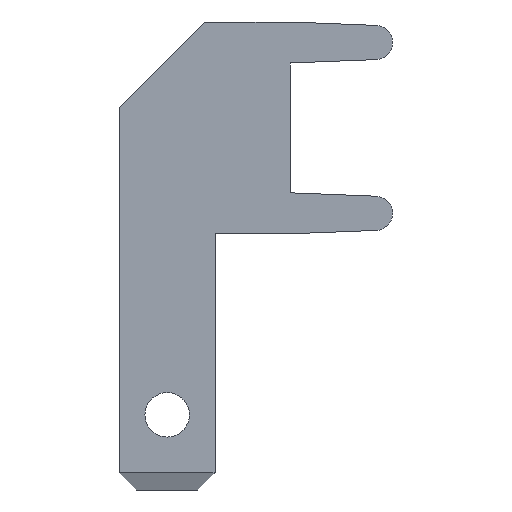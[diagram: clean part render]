
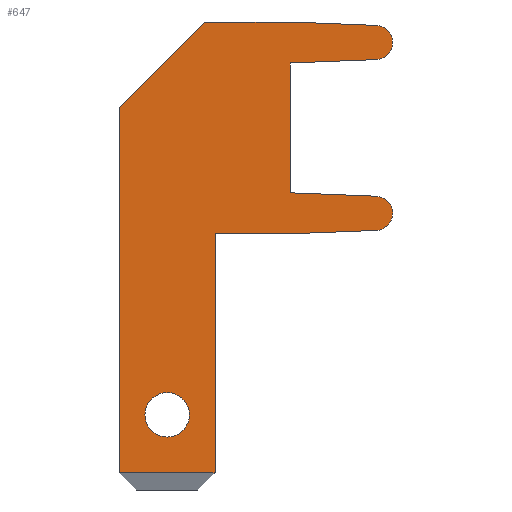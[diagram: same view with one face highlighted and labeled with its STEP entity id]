
A CAD part, left-side view. The second image highlights one B-rep face of the part: STEP entity #647.
In plain terms, the highlighted planar face has unit normal (-1, 0, 0).
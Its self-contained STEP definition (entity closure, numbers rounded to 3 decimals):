
#4 = ORIENTED_EDGE ( 'NONE', *, *, #389, .F. ) ;
#12 = ORIENTED_EDGE ( 'NONE', *, *, #519, .T. ) ;
#24 = CARTESIAN_POINT ( 'NONE',  ( -0.4, 1.4, 0.6 ) ) ;
#28 = EDGE_CURVE ( 'NONE', #590, #412, #510, .T. ) ;
#29 = DIRECTION ( 'NONE',  ( 0., 0.999, -0.04 ) ) ;
#38 = CARTESIAN_POINT ( 'NONE',  ( -0.4, -1.4, -10.1 ) ) ;
#48 = ORIENTED_EDGE ( 'NONE', *, *, #63, .F. ) ;
#49 = DIRECTION ( 'NONE',  ( 0., -1., 0. ) ) ;
#59 = CARTESIAN_POINT ( 'NONE',  ( -0.4, -3.6, -1.9 ) ) ;
#63 = EDGE_CURVE ( 'NONE', #587, #78, #109, .T. ) ;
#66 = VERTEX_POINT ( 'NONE', #479 ) ;
#77 = DIRECTION ( 'NONE',  ( 1., 0., 0. ) ) ;
#78 = VERTEX_POINT ( 'NONE', #483 ) ;
#79 = CARTESIAN_POINT ( 'NONE',  ( -0.4, -6.12, -3. ) ) ;
#81 = CARTESIAN_POINT ( 'NONE',  ( -0.4, -6.12, -2. ) ) ;
#86 = CARTESIAN_POINT ( 'NONE',  ( -0.4, -6.601, -10.1 ) ) ;
#93 = EDGE_CURVE ( 'NONE', #78, #244, #365, .T. ) ;
#109 = LINE ( 'NONE', #368, #158 ) ;
#120 = VERTEX_POINT ( 'NONE', #642 ) ;
#121 = CARTESIAN_POINT ( 'NONE',  ( -0.4, -6.12, 2. ) ) ;
#124 = CARTESIAN_POINT ( 'NONE',  ( -0.4, -1.4, -3.1 ) ) ;
#127 = ORIENTED_EDGE ( 'NONE', *, *, #574, .F. ) ;
#129 = LINE ( 'NONE', #86, #497 ) ;
#136 = EDGE_CURVE ( 'NONE', #632, #280, #417, .T. ) ;
#147 = VECTOR ( 'NONE', #493, 1000. ) ;
#151 = CARTESIAN_POINT ( 'NONE',  ( -0.4, -1.1, 3.1 ) ) ;
#152 = ORIENTED_EDGE ( 'NONE', *, *, #136, .F. ) ;
#158 = VECTOR ( 'NONE', #589, 1000. ) ;
#163 = EDGE_CURVE ( 'NONE', #120, #254, #571, .T. ) ;
#167 = CARTESIAN_POINT ( 'NONE',  ( -0.4, -1.4, -3.1 ) ) ;
#173 = VECTOR ( 'NONE', #648, 1000. ) ;
#174 = VERTEX_POINT ( 'NONE', #444 ) ;
#179 = LINE ( 'NONE', #533, #418 ) ;
#182 = ORIENTED_EDGE ( 'NONE', *, *, #556, .F. ) ;
#184 = VECTOR ( 'NONE', #49, 1000. ) ;
#186 = CIRCLE ( 'NONE', #345, 0.65 ) ;
#189 = DIRECTION ( 'NONE',  ( 0., 0., -1. ) ) ;
#195 = ORIENTED_EDGE ( 'NONE', *, *, #540, .F. ) ;
#196 = VECTOR ( 'NONE', #29, 1000. ) ;
#197 = DIRECTION ( 'NONE',  ( 0., 0., -1. ) ) ;
#206 = VECTOR ( 'NONE', #350, 1000. ) ;
#208 = VERTEX_POINT ( 'NONE', #81 ) ;
#225 = LINE ( 'NONE', #24, #173 ) ;
#228 = ORIENTED_EDGE ( 'NONE', *, *, #467, .F. ) ;
#235 = EDGE_CURVE ( 'NONE', #662, #66, #129, .T. ) ;
#244 = VERTEX_POINT ( 'NONE', #124 ) ;
#252 = CARTESIAN_POINT ( 'NONE',  ( -0.4, -6.1, -2.5 ) ) ;
#254 = VERTEX_POINT ( 'NONE', #340 ) ;
#260 = EDGE_LOOP ( 'NONE', ( #12, #640 ) ) ;
#268 = EDGE_CURVE ( 'NONE', #66, #174, #554, .T. ) ;
#270 = CARTESIAN_POINT ( 'NONE',  ( -0.4, -6.12, 2. ) ) ;
#271 = VECTOR ( 'NONE', #461, 1000. ) ;
#279 = DIRECTION ( 'NONE',  ( 1., 0., 0. ) ) ;
#280 = VERTEX_POINT ( 'NONE', #59 ) ;
#281 = AXIS2_PLACEMENT_3D ( 'NONE', #438, #283, #189 ) ;
#283 = DIRECTION ( 'NONE',  ( 1., 0., 0. ) ) ;
#286 = CARTESIAN_POINT ( 'NONE',  ( -0.4, 1.4, -10.1 ) ) ;
#299 = CARTESIAN_POINT ( 'NONE',  ( -0.4, -3.6, 1.9 ) ) ;
#305 = CARTESIAN_POINT ( 'NONE',  ( -0.4, -3.6, 3.1 ) ) ;
#314 = EDGE_CURVE ( 'NONE', #396, #643, #671, .T. ) ;
#317 = CARTESIAN_POINT ( 'NONE',  ( -0.4, -3.6, 1.9 ) ) ;
#322 = DIRECTION ( 'NONE',  ( 0., 0., -1. ) ) ;
#328 = CARTESIAN_POINT ( 'NONE',  ( -0.4, -6.1, 2.5 ) ) ;
#330 = CARTESIAN_POINT ( 'NONE',  ( -0.4, -6.1, -2.5 ) ) ;
#332 = ORIENTED_EDGE ( 'NONE', *, *, #268, .F. ) ;
#338 = DIRECTION ( 'NONE',  ( 0., -0.999, -0.04 ) ) ;
#340 = CARTESIAN_POINT ( 'NONE',  ( -0.4, 0., -7.75 ) ) ;
#341 = FACE_BOUND ( 'NONE', #260, .T. ) ;
#345 = AXIS2_PLACEMENT_3D ( 'NONE', #641, #77, #585 ) ;
#348 = LINE ( 'NONE', #511, #206 ) ;
#350 = DIRECTION ( 'NONE',  ( 0., 0., -1. ) ) ;
#351 = LINE ( 'NONE', #305, #271 ) ;
#356 = ORIENTED_EDGE ( 'NONE', *, *, #93, .F. ) ;
#365 = LINE ( 'NONE', #167, #528 ) ;
#368 = CARTESIAN_POINT ( 'NONE',  ( -0.4, -3.6, -3.1 ) ) ;
#370 = CARTESIAN_POINT ( 'NONE',  ( -0.4, -1.1, 3.1 ) ) ;
#382 = EDGE_LOOP ( 'NONE', ( #332, #665, #127, #356, #48, #435, #195, #152, #182, #513, #4, #386, #228 ) ) ;
#386 = ORIENTED_EDGE ( 'NONE', *, *, #314, .F. ) ;
#389 = EDGE_CURVE ( 'NONE', #643, #590, #351, .T. ) ;
#396 = VERTEX_POINT ( 'NONE', #151 ) ;
#400 = CARTESIAN_POINT ( 'NONE',  ( -0.4, -6.12, 3. ) ) ;
#403 = FACE_OUTER_BOUND ( 'NONE', #382, .T. ) ;
#412 = VERTEX_POINT ( 'NONE', #270 ) ;
#415 = AXIS2_PLACEMENT_3D ( 'NONE', #328, #279, #586 ) ;
#417 = LINE ( 'NONE', #317, #616 ) ;
#418 = VECTOR ( 'NONE', #338, 1000. ) ;
#435 = ORIENTED_EDGE ( 'NONE', *, *, #436, .F. ) ;
#436 = EDGE_CURVE ( 'NONE', #208, #587, #477, .T. ) ;
#438 = CARTESIAN_POINT ( 'NONE',  ( -0.4, 0., -8.4 ) ) ;
#444 = CARTESIAN_POINT ( 'NONE',  ( -0.4, 1.4, 0.6 ) ) ;
#461 = DIRECTION ( 'NONE',  ( 0., -0.999, -0.04 ) ) ;
#467 = EDGE_CURVE ( 'NONE', #174, #396, #225, .T. ) ;
#477 = CIRCLE ( 'NONE', #653, 0.5 ) ;
#479 = CARTESIAN_POINT ( 'NONE',  ( -0.4, 1.4, -10.1 ) ) ;
#483 = CARTESIAN_POINT ( 'NONE',  ( -0.4, -3.6, -3.1 ) ) ;
#493 = DIRECTION ( 'NONE',  ( 0., 0., 1. ) ) ;
#497 = VECTOR ( 'NONE', #604, 1000. ) ;
#498 = PLANE ( 'NONE',  #651 ) ;
#502 = CARTESIAN_POINT ( 'NONE',  ( -0.4, -3.6, 3.1 ) ) ;
#510 = CIRCLE ( 'NONE', #415, 0.5 ) ;
#511 = CARTESIAN_POINT ( 'NONE',  ( -0.4, -1.4, -3.1 ) ) ;
#513 = ORIENTED_EDGE ( 'NONE', *, *, #28, .F. ) ;
#519 = EDGE_CURVE ( 'NONE', #254, #120, #186, .T. ) ;
#525 = DIRECTION ( 'NONE',  ( 0., 0., -1. ) ) ;
#528 = VECTOR ( 'NONE', #582, 1000. ) ;
#533 = CARTESIAN_POINT ( 'NONE',  ( -0.4, -3.6, -1.9 ) ) ;
#539 = DIRECTION ( 'NONE',  ( 1., 0., 0. ) ) ;
#540 = EDGE_CURVE ( 'NONE', #280, #208, #179, .T. ) ;
#554 = LINE ( 'NONE', #286, #147 ) ;
#556 = EDGE_CURVE ( 'NONE', #412, #632, #591, .T. ) ;
#571 = CIRCLE ( 'NONE', #281, 0.65 ) ;
#574 = EDGE_CURVE ( 'NONE', #244, #662, #348, .T. ) ;
#582 = DIRECTION ( 'NONE',  ( 0., 1., 0. ) ) ;
#585 = DIRECTION ( 'NONE',  ( 0., 0., -1. ) ) ;
#586 = DIRECTION ( 'NONE',  ( 0., 0., -1. ) ) ;
#587 = VERTEX_POINT ( 'NONE', #79 ) ;
#589 = DIRECTION ( 'NONE',  ( 0., 0.999, -0.04 ) ) ;
#590 = VERTEX_POINT ( 'NONE', #400 ) ;
#591 = LINE ( 'NONE', #121, #196 ) ;
#604 = DIRECTION ( 'NONE',  ( 0., 1., 0. ) ) ;
#616 = VECTOR ( 'NONE', #525, 1000. ) ;
#632 = VERTEX_POINT ( 'NONE', #299 ) ;
#640 = ORIENTED_EDGE ( 'NONE', *, *, #163, .T. ) ;
#641 = CARTESIAN_POINT ( 'NONE',  ( -0.4, 0., -8.4 ) ) ;
#642 = CARTESIAN_POINT ( 'NONE',  ( -0.4, 0., -9.05 ) ) ;
#643 = VERTEX_POINT ( 'NONE', #502 ) ;
#647 = ADVANCED_FACE ( 'NONE', ( #403, #341 ), #498, .F. ) ;
#648 = DIRECTION ( 'NONE',  ( 0., -0.707, 0.707 ) ) ;
#651 = AXIS2_PLACEMENT_3D ( 'NONE', #252, #658, #197 ) ;
#653 = AXIS2_PLACEMENT_3D ( 'NONE', #330, #539, #322 ) ;
#658 = DIRECTION ( 'NONE',  ( 1., 0., 0. ) ) ;
#662 = VERTEX_POINT ( 'NONE', #38 ) ;
#665 = ORIENTED_EDGE ( 'NONE', *, *, #235, .F. ) ;
#671 = LINE ( 'NONE', #370, #184 ) ;
